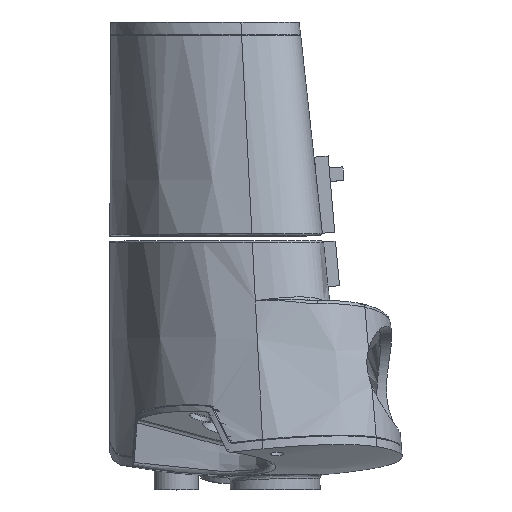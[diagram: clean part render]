
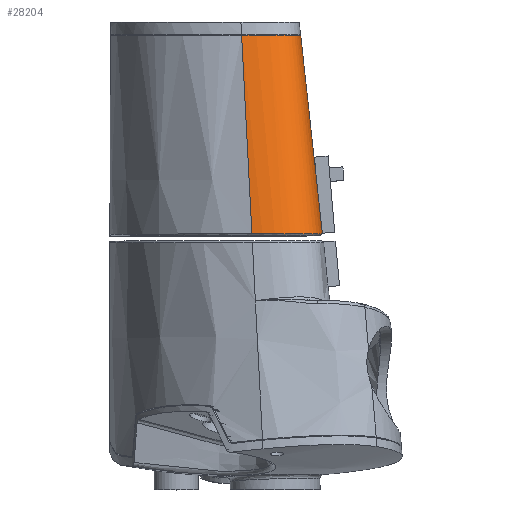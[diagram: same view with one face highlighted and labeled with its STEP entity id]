
A CAD part, top view. The second image highlights one B-rep face of the part: STEP entity #28204.
In plain terms, the highlighted free-form (B-spline) face has degree [3, 3] with [4, 10] control points.
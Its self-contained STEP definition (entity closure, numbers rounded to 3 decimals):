
#171=(
BOUNDED_CURVE()
B_SPLINE_CURVE(3,(#44783,#44784,#44785,#44786),.UNSPECIFIED.,.F.,.F.)
B_SPLINE_CURVE_WITH_KNOTS((4,4),(-1.699,-1.691),
 .UNSPECIFIED.)
CURVE()
GEOMETRIC_REPRESENTATION_ITEM()
RATIONAL_B_SPLINE_CURVE((1.,1.,1.,1.))
REPRESENTATION_ITEM('')
);
#172=(
BOUNDED_CURVE()
B_SPLINE_CURVE(3,(#44888,#44889,#44890,#44891),.UNSPECIFIED.,.F.,.F.)
B_SPLINE_CURVE_WITH_KNOTS((4,4),(-0.031,-0.027),
 .UNSPECIFIED.)
CURVE()
GEOMETRIC_REPRESENTATION_ITEM()
RATIONAL_B_SPLINE_CURVE((1.,1.,1.,1.))
REPRESENTATION_ITEM('')
);
#793=B_SPLINE_SURFACE_WITH_KNOTS('',3,3,((#46316,#46317,#46318,#46319,#46320,
#46321,#46322,#46323,#46324,#46325),(#46326,#46327,#46328,#46329,#46330,
#46331,#46332,#46333,#46334,#46335),(#46336,#46337,#46338,#46339,#46340,
#46341,#46342,#46343,#46344,#46345),(#46346,#46347,#46348,#46349,#46350,
#46351,#46352,#46353,#46354,#46355)),.UNSPECIFIED.,.F.,.F.,.F.,(4,4),(4,
3,3,4),(0.274,6.73),(-0.031,0.,3.07,
3.101),.UNSPECIFIED.);
#8454=FACE_OUTER_BOUND('',#10106,.T.);
#10106=EDGE_LOOP('',(#20839,#20840,#20841,#20842,#20843,#20844));
#11900=B_SPLINE_CURVE_WITH_KNOTS('',3,(#44836,#44837,#44838,#44839,#44840,
#44841,#44842,#44843,#44844,#44845,#44846,#44847),.UNSPECIFIED.,.F.,.F.,
(4,1,1,1,1,1,1,1,1,4),(-1.691,-1.454,-1.335,
-1.217,-1.098,-0.98,-0.742,
-0.505,-0.268,-0.031),
 .UNSPECIFIED.);
#11955=B_SPLINE_CURVE_WITH_KNOTS('',3,(#46249,#46250,#46251,#46252,#46253,
#46254,#46255,#46256,#46257,#46258,#46259,#46260),.UNSPECIFIED.,.F.,.F.,
(4,2,2,2,2,4),(-1.914,-1.21,-0.912,-0.651,
-0.387,0.),.UNSPECIFIED.);
#11956=B_SPLINE_CURVE_WITH_KNOTS('',3,(#46309,#46310,#46311,#46312,#46313,
#46314,#46315),.UNSPECIFIED.,.F.,.F.,(4,3,4),(0.,0.543,
0.748),.UNSPECIFIED.);
#11957=B_SPLINE_CURVE_WITH_KNOTS('',3,(#46356,#46357,#46358,#46359),
 .UNSPECIFIED.,.F.,.F.,(4,4),(0.,0.92),.UNSPECIFIED.);
#12998=VERTEX_POINT('',#44771);
#13000=VERTEX_POINT('',#44781);
#13001=VERTEX_POINT('',#44835);
#13005=VERTEX_POINT('',#44887);
#13114=VERTEX_POINT('',#46223);
#13116=VERTEX_POINT('',#46238);
#15797=EDGE_CURVE('',#13000,#12998,#171,.T.);
#15798=EDGE_CURVE('',#12998,#13001,#11900,.T.);
#15804=EDGE_CURVE('',#13001,#13005,#172,.T.);
#15972=EDGE_CURVE('',#13114,#13116,#11955,.F.);
#15973=EDGE_CURVE('',#13005,#13116,#11956,.F.);
#15974=EDGE_CURVE('',#13114,#13000,#11957,.T.);
#20839=ORIENTED_EDGE('',*,*,#15797,.F.);
#20840=ORIENTED_EDGE('',*,*,#15974,.F.);
#20841=ORIENTED_EDGE('',*,*,#15972,.T.);
#20842=ORIENTED_EDGE('',*,*,#15973,.F.);
#20843=ORIENTED_EDGE('',*,*,#15804,.F.);
#20844=ORIENTED_EDGE('',*,*,#15798,.F.);
#28204=ADVANCED_FACE('',(#8454),#793,.F.);
#44771=CARTESIAN_POINT('',(17.488,52.889,33.49));
#44781=CARTESIAN_POINT('',(17.479,52.889,33.389));
#44783=CARTESIAN_POINT('Ctrl Pts',(17.479,52.889,33.389));
#44784=CARTESIAN_POINT('Ctrl Pts',(17.483,52.889,33.433));
#44785=CARTESIAN_POINT('Ctrl Pts',(17.486,52.889,33.467));
#44786=CARTESIAN_POINT('Ctrl Pts',(17.488,52.889,33.49));
#44835=CARTESIAN_POINT('',(1.894,52.864,45.13));
#44836=CARTESIAN_POINT('Ctrl Pts',(17.488,52.889,33.49));
#44837=CARTESIAN_POINT('Ctrl Pts',(17.548,52.888,34.193));
#44838=CARTESIAN_POINT('Ctrl Pts',(17.639,52.888,35.782));
#44839=CARTESIAN_POINT('Ctrl Pts',(17.342,52.885,38.276));
#44840=CARTESIAN_POINT('Ctrl Pts',(16.85,52.882,40.058));
#44841=CARTESIAN_POINT('Ctrl Pts',(16.059,52.878,41.71));
#44842=CARTESIAN_POINT('Ctrl Pts',(14.549,52.871,43.631));
#44843=CARTESIAN_POINT('Ctrl Pts',(11.945,52.866,45.237));
#44844=CARTESIAN_POINT('Ctrl Pts',(8.227,52.865,45.893));
#44845=CARTESIAN_POINT('Ctrl Pts',(4.663,52.864,45.692));
#44846=CARTESIAN_POINT('Ctrl Pts',(2.706,52.864,45.314));
#44847=CARTESIAN_POINT('Ctrl Pts',(1.894,52.864,45.13));
#44887=CARTESIAN_POINT('',(1.85,52.864,45.12));
#44888=CARTESIAN_POINT('Ctrl Pts',(1.894,52.864,45.13));
#44889=CARTESIAN_POINT('Ctrl Pts',(1.882,52.864,45.127));
#44890=CARTESIAN_POINT('Ctrl Pts',(1.867,52.864,45.124));
#44891=CARTESIAN_POINT('Ctrl Pts',(1.85,52.864,45.12));
#46223=CARTESIAN_POINT('',(12.651,97.,22.582));
#46238=CARTESIAN_POINT('',(-0.429,97.,31.87));
#46249=CARTESIAN_POINT('Ctrl Pts',(-0.429,97.,31.87));
#46250=CARTESIAN_POINT('Ctrl Pts',(1.896,97.,32.187));
#46251=CARTESIAN_POINT('Ctrl Pts',(4.501,97.,32.291));
#46252=CARTESIAN_POINT('Ctrl Pts',(7.747,97.,31.51));
#46253=CARTESIAN_POINT('Ctrl Pts',(8.687,97.,31.152));
#46254=CARTESIAN_POINT('Ctrl Pts',(10.259,97.,30.146));
#46255=CARTESIAN_POINT('Ctrl Pts',(10.883,97.,29.559));
#46256=CARTESIAN_POINT('Ctrl Pts',(11.881,97.,28.119));
#46257=CARTESIAN_POINT('Ctrl Pts',(12.219,97.,27.312));
#46258=CARTESIAN_POINT('Ctrl Pts',(12.737,97.,25.203));
#46259=CARTESIAN_POINT('Ctrl Pts',(12.766,97.,23.866));
#46260=CARTESIAN_POINT('Ctrl Pts',(12.651,97.,22.582));
#46309=CARTESIAN_POINT('Ctrl Pts',(-0.429,97.,31.87));
#46310=CARTESIAN_POINT('Ctrl Pts',(0.123,86.309,35.078));
#46311=CARTESIAN_POINT('Ctrl Pts',(0.675,75.618,38.288));
#46312=CARTESIAN_POINT('Ctrl Pts',(1.227,64.927,41.498));
#46313=CARTESIAN_POINT('Ctrl Pts',(1.435,60.906,42.705));
#46314=CARTESIAN_POINT('Ctrl Pts',(1.643,56.885,43.913));
#46315=CARTESIAN_POINT('Ctrl Pts',(1.85,52.864,45.12));
#46316=CARTESIAN_POINT('Ctrl Pts',(12.59,97.368,22.255));
#46317=CARTESIAN_POINT('Ctrl Pts',(12.597,97.368,22.334));
#46318=CARTESIAN_POINT('Ctrl Pts',(12.604,97.368,22.413));
#46319=CARTESIAN_POINT('Ctrl Pts',(12.611,97.368,22.492));
#46320=CARTESIAN_POINT('Ctrl Pts',(13.317,97.368,30.374));
#46321=CARTESIAN_POINT('Ctrl Pts',(7.934,97.368,32.895));
#46322=CARTESIAN_POINT('Ctrl Pts',(-0.448,97.368,
31.759));
#46323=CARTESIAN_POINT('Ctrl Pts',(-0.532,97.368,31.748));
#46324=CARTESIAN_POINT('Ctrl Pts',(-0.616,97.368,
31.737));
#46325=CARTESIAN_POINT('Ctrl Pts',(-0.699,97.368,31.725));
#46326=CARTESIAN_POINT('Ctrl Pts',(14.851,76.682,27.298));
#46327=CARTESIAN_POINT('Ctrl Pts',(14.859,76.682,27.385));
#46328=CARTESIAN_POINT('Ctrl Pts',(14.867,76.682,27.471));
#46329=CARTESIAN_POINT('Ctrl Pts',(14.875,76.682,27.558));
#46330=CARTESIAN_POINT('Ctrl Pts',(15.653,76.682,36.239));
#46331=CARTESIAN_POINT('Ctrl Pts',(9.763,76.682,39.624));
#46332=CARTESIAN_POINT('Ctrl Pts',(0.62,76.682,37.968));
#46333=CARTESIAN_POINT('Ctrl Pts',(0.529,76.682,37.951));
#46334=CARTESIAN_POINT('Ctrl Pts',(0.437,76.682,37.935));
#46335=CARTESIAN_POINT('Ctrl Pts',(0.346,76.682,37.918));
#46336=CARTESIAN_POINT('Ctrl Pts',(17.112,55.998,32.327));
#46337=CARTESIAN_POINT('Ctrl Pts',(17.121,55.998,32.427));
#46338=CARTESIAN_POINT('Ctrl Pts',(17.13,55.998,32.527));
#46339=CARTESIAN_POINT('Ctrl Pts',(17.139,55.998,32.627));
#46340=CARTESIAN_POINT('Ctrl Pts',(18.034,55.997,42.613));
#46341=CARTESIAN_POINT('Ctrl Pts',(11.836,55.997,46.431));
#46342=CARTESIAN_POINT('Ctrl Pts',(1.688,55.997,44.179));
#46343=CARTESIAN_POINT('Ctrl Pts',(1.587,55.997,44.156));
#46344=CARTESIAN_POINT('Ctrl Pts',(1.485,55.997,44.134));
#46345=CARTESIAN_POINT('Ctrl Pts',(1.384,55.997,44.111));
#46346=CARTESIAN_POINT('Ctrl Pts',(19.372,35.313,37.36));
#46347=CARTESIAN_POINT('Ctrl Pts',(19.382,35.313,37.472));
#46348=CARTESIAN_POINT('Ctrl Pts',(19.393,35.313,37.585));
#46349=CARTESIAN_POINT('Ctrl Pts',(19.403,35.313,37.697));
#46350=CARTESIAN_POINT('Ctrl Pts',(20.411,35.313,48.945));
#46351=CARTESIAN_POINT('Ctrl Pts',(13.897,35.312,53.253));
#46352=CARTESIAN_POINT('Ctrl Pts',(2.757,35.312,50.391));
#46353=CARTESIAN_POINT('Ctrl Pts',(2.645,35.312,50.362));
#46354=CARTESIAN_POINT('Ctrl Pts',(2.534,35.312,50.334));
#46355=CARTESIAN_POINT('Ctrl Pts',(2.422,35.312,50.305));
#46356=CARTESIAN_POINT('Ctrl Pts',(12.651,97.,22.582));
#46357=CARTESIAN_POINT('Ctrl Pts',(14.14,83.392,25.915));
#46358=CARTESIAN_POINT('Ctrl Pts',(15.75,68.688,29.517));
#46359=CARTESIAN_POINT('Ctrl Pts',(17.479,52.889,33.389));
